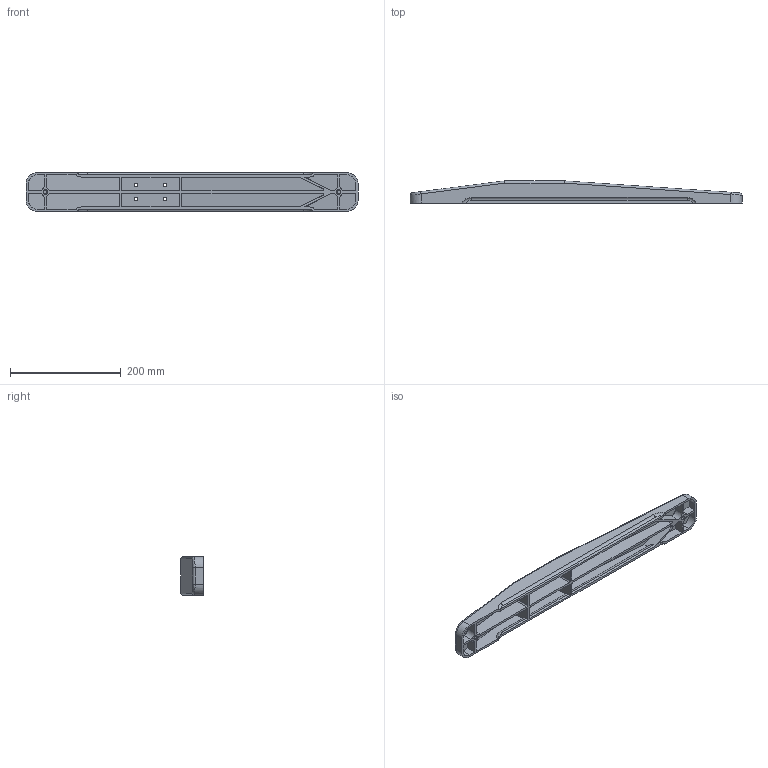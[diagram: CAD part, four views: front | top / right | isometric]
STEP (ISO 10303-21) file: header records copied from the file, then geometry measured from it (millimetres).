
FILE_DESCRIPTION((''),'2;1');
FILE_NAME('JC35TS-0513','2021-01-06T16:03:47',('sa'),('捷昌驱动'),'CREO PARAMETRIC BY PTC INC, 2018100','CREO PARAMETRIC BY PTC INC, 2018100','');
FILE_SCHEMA(('CONFIG_CONTROL_DESIGN'));
Length unit declared in the file: millimetre
Products named in the file (1): JC35TS-0513
Bounding box: 600 x 40 x 70 mm (x, y, z)
Volume: 402864.4 mm3; surface area: 203197.3 mm2
Topology: 1 solids, 3 shells, 152 faces, 394 edges, 260 vertices
Faces by surface type: plane 80, cylinder 60, torus 8, bspline 4
Entity records: 4994 total; most frequent: CARTESIAN_POINT 1208, ORIENTED_EDGE 780, DIRECTION 754, EDGE_CURVE 394, VERTEX_POINT 260, AXIS2_PLACEMENT_3D 255, VECTOR 244, LINE 244
